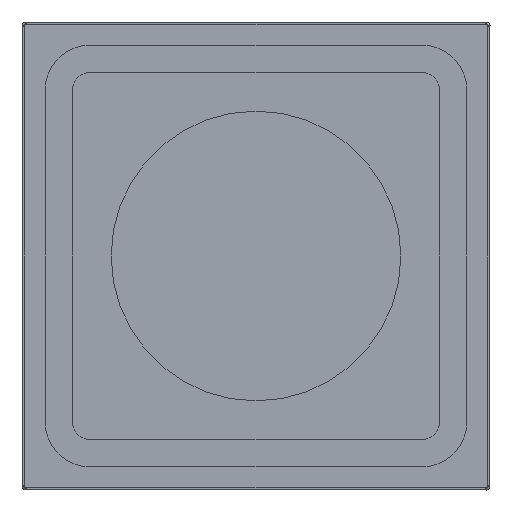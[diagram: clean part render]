
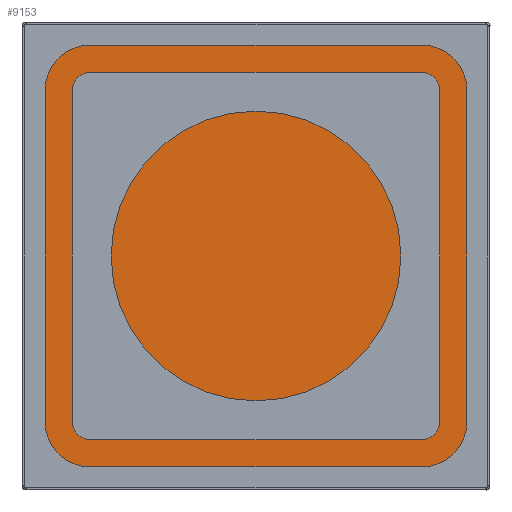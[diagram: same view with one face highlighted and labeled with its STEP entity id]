
A CAD part, front view. The second image highlights one B-rep face of the part: STEP entity #9153.
In plain terms, the highlighted free-form (B-spline) face has degree [3, 3] with [5, 5] control points.
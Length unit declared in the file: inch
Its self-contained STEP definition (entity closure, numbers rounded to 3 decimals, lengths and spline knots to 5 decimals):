
#5726=CARTESIAN_POINT('',(1.00917,0.,1.01584));
#5727=CARTESIAN_POINT('',(1.01005,0.,1.01585));
#5728=CARTESIAN_POINT('',(1.01179,0.,1.01549));
#5729=CARTESIAN_POINT('',(1.01401,0.,1.01401));
#5730=CARTESIAN_POINT('',(1.01549,0.,1.01179));
#5731=CARTESIAN_POINT('',(1.01585,0.,1.01005));
#5732=CARTESIAN_POINT('',(1.01584,0.,1.00917));
#5734=CARTESIAN_POINT('',(1.01584,0.,
-1.00917));
#5735=CARTESIAN_POINT('',(1.01585,0.,
-1.01005));
#5736=CARTESIAN_POINT('',(1.01549,0.,
-1.01179));
#5737=CARTESIAN_POINT('',(1.01401,0.,
-1.01401));
#5738=CARTESIAN_POINT('',(1.01179,0.,
-1.01549));
#5739=CARTESIAN_POINT('',(1.01005,0.,
-1.01585));
#5740=CARTESIAN_POINT('',(1.00917,0.,
-1.01584));
#5742=CARTESIAN_POINT('',(-1.00917,0.,
-1.01584));
#5743=CARTESIAN_POINT('',(-1.01005,0.,
-1.01585));
#5744=CARTESIAN_POINT('',(-1.01179,0.,
-1.01549));
#5745=CARTESIAN_POINT('',(-1.01401,0.,
-1.01401));
#5746=CARTESIAN_POINT('',(-1.01549,0.,
-1.01179));
#5747=CARTESIAN_POINT('',(-1.01585,0.,
-1.01005));
#5748=CARTESIAN_POINT('',(-1.01584,0.,
-1.00917));
#5750=CARTESIAN_POINT('',(-1.01584,0.,
1.00917));
#5751=CARTESIAN_POINT('',(-1.01585,0.,
1.01005));
#5752=CARTESIAN_POINT('',(-1.01549,0.,
1.01179));
#5753=CARTESIAN_POINT('',(-1.01401,0.,
1.01401));
#5754=CARTESIAN_POINT('',(-1.01179,0.,
1.01549));
#5755=CARTESIAN_POINT('',(-1.01005,0.,
1.01585));
#5756=CARTESIAN_POINT('',(-1.00917,0.,
1.01584));
#5780=DIRECTION('',(-1.,0.,0.));
#5781=VECTOR('',#5780,2.01834);
#5782=CARTESIAN_POINT('',(1.00917,0.,1.01584));
#5783=LINE('',#5782,#5781);
#5904=DIRECTION('',(0.,0.,-1.));
#5905=VECTOR('',#5904,2.01834);
#5906=CARTESIAN_POINT('',(-1.01584,0.,
1.00917));
#5907=LINE('',#5906,#5905);
#5934=DIRECTION('',(1.,0.,0.));
#5935=VECTOR('',#5934,2.01834);
#5936=CARTESIAN_POINT('',(-1.00917,0.,
-1.01584));
#5937=LINE('',#5936,#5935);
#5964=DIRECTION('',(0.,0.,1.));
#5965=VECTOR('',#5964,2.01834);
#5966=CARTESIAN_POINT('',(1.01584,0.,
-1.00917));
#5967=LINE('',#5966,#5965);
#6079=VERTEX_POINT('',#5750);
#6080=VERTEX_POINT('',#5756);
#6081=VERTEX_POINT('',#5726);
#6082=VERTEX_POINT('',#5732);
#6083=CARTESIAN_POINT('',(1.01584,0.,
-1.00917));
#6084=VERTEX_POINT('',#6083);
#6085=VERTEX_POINT('',#5740);
#6086=CARTESIAN_POINT('',(-1.00917,0.,
-1.01584));
#6087=VERTEX_POINT('',#6086);
#6088=VERTEX_POINT('',#5748);
#9110=CARTESIAN_POINT('',(-1.05647,0.,
1.05647));
#9111=CARTESIAN_POINT('',(-1.05647,0.,
0.70432));
#9112=CARTESIAN_POINT('',(-1.05647,0.,0.));
#9113=CARTESIAN_POINT('',(-1.05647,0.,
-0.70432));
#9114=CARTESIAN_POINT('',(-1.05647,0.,
-1.05647));
#9115=CARTESIAN_POINT('',(-0.70432,0.,
1.05647));
#9116=CARTESIAN_POINT('',(-0.70432,0.,
0.70432));
#9117=CARTESIAN_POINT('',(-0.70432,0.,0.));
#9118=CARTESIAN_POINT('',(-0.70432,0.,
-0.70432));
#9119=CARTESIAN_POINT('',(-0.70432,0.,
-1.05647));
#9120=CARTESIAN_POINT('',(0.,0.,1.05647));
#9121=CARTESIAN_POINT('',(0.,0.,0.70432));
#9122=CARTESIAN_POINT('',(0.,0.,0.));
#9123=CARTESIAN_POINT('',(0.,0.,-0.70432));
#9124=CARTESIAN_POINT('',(0.,0.,-1.05647));
#9125=CARTESIAN_POINT('',(0.70432,0.,
1.05647));
#9126=CARTESIAN_POINT('',(0.70432,0.,
0.70432));
#9127=CARTESIAN_POINT('',(0.70432,0.,0.));
#9128=CARTESIAN_POINT('',(0.70432,0.,
-0.70432));
#9129=CARTESIAN_POINT('',(0.70432,0.,
-1.05647));
#9130=CARTESIAN_POINT('',(1.05647,0.,1.05647));
#9131=CARTESIAN_POINT('',(1.05647,0.,
0.70432));
#9132=CARTESIAN_POINT('',(1.05647,0.,0.));
#9133=CARTESIAN_POINT('',(1.05647,0.,
-0.70432));
#9134=CARTESIAN_POINT('',(1.05647,0.,
-1.05647));
#9135=B_SPLINE_SURFACE_WITH_KNOTS('',3,3,((#9110,#9111,#9112,#9113,#9114),
(#9115,#9116,#9117,#9118,#9119),(#9120,#9121,#9122,#9123,#9124),(#9125,#9126,
#9127,#9128,#9129),(#9130,#9131,#9132,#9133,#9134)),.UNSPECIFIED.,.F.,.F.,.F.,
(4,1,4),(4,1,4),(-1.05647,0.,1.05647),(-1.05647,
0.,1.05647),.UNSPECIFIED.);
#9137=ORIENTED_EDGE('',*,*,#9136,.T.);
#9139=ORIENTED_EDGE('',*,*,#9138,.F.);
#9141=ORIENTED_EDGE('',*,*,#9140,.T.);
#9143=ORIENTED_EDGE('',*,*,#9142,.F.);
#9145=ORIENTED_EDGE('',*,*,#9144,.T.);
#9147=ORIENTED_EDGE('',*,*,#9146,.F.);
#9148=ORIENTED_EDGE('',*,*,#9100,.T.);
#9150=ORIENTED_EDGE('',*,*,#9149,.F.);
#9151=EDGE_LOOP('',(#9137,#9139,#9141,#9143,#9145,#9147,#9148,#9150));
#9152=FACE_OUTER_BOUND('',#9151,.F.);
#9153=ADVANCED_FACE('',(#9152),#9135,.F.);
#5733=B_SPLINE_CURVE_WITH_KNOTS('',3,(#5726,#5727,#5728,#5729,#5730,#5731,
#5732),.UNSPECIFIED.,.F.,.F.,(4,1,1,1,4),(0.,0.25,0.5,0.75,1.),
.UNSPECIFIED.);
#5741=B_SPLINE_CURVE_WITH_KNOTS('',3,(#5734,#5735,#5736,#5737,#5738,#5739,
#5740),.UNSPECIFIED.,.F.,.F.,(4,1,1,1,4),(0.,0.25,0.5,0.75,1.),
.UNSPECIFIED.);
#5749=B_SPLINE_CURVE_WITH_KNOTS('',3,(#5742,#5743,#5744,#5745,#5746,#5747,
#5748),.UNSPECIFIED.,.F.,.F.,(4,1,1,1,4),(0.,0.25,0.5,0.75,1.),
.UNSPECIFIED.);
#5757=B_SPLINE_CURVE_WITH_KNOTS('',3,(#5750,#5751,#5752,#5753,#5754,#5755,
#5756),.UNSPECIFIED.,.F.,.F.,(4,1,1,1,4),(0.,0.25,0.5,0.75,1.),
.UNSPECIFIED.);
#9100=EDGE_CURVE('',#6079,#6080,#5757,.T.);
#9136=EDGE_CURVE('',#6081,#6082,#5733,.T.);
#9138=EDGE_CURVE('',#6084,#6082,#5967,.T.);
#9140=EDGE_CURVE('',#6084,#6085,#5741,.T.);
#9142=EDGE_CURVE('',#6087,#6085,#5937,.T.);
#9144=EDGE_CURVE('',#6087,#6088,#5749,.T.);
#9146=EDGE_CURVE('',#6079,#6088,#5907,.T.);
#9149=EDGE_CURVE('',#6081,#6080,#5783,.T.);
